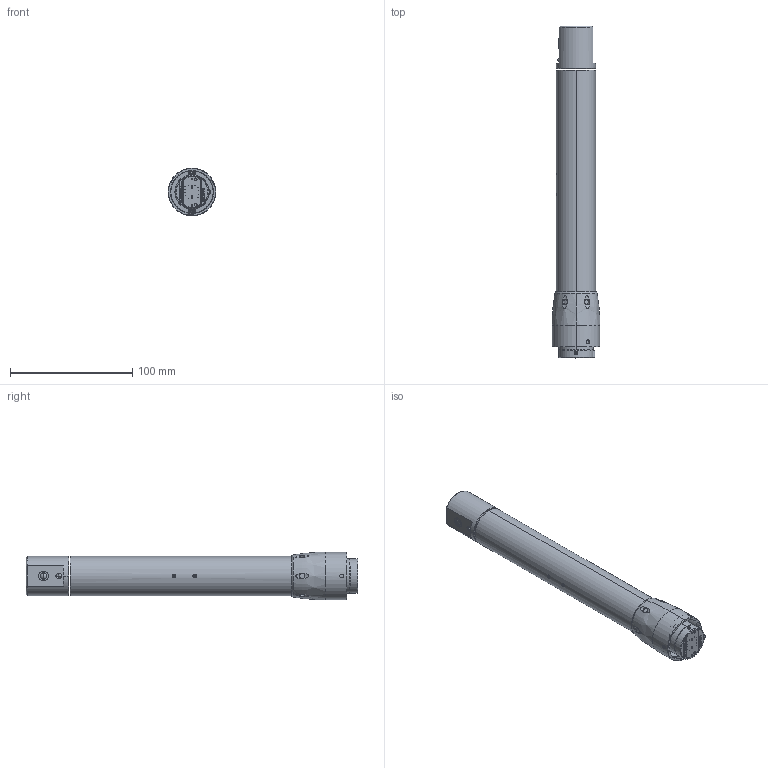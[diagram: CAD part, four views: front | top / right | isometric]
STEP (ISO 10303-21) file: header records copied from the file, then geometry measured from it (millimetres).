
FILE_DESCRIPTION((''),'2;1');
FILE_NAME('8059093050_SW0001','2018-03-02T',('itdnd'),(''),'CREO PARAMETRIC BY PTC INC, 2016260','CREO PARAMETRIC BY PTC INC, 2016260','');
FILE_SCHEMA(('CONFIG_CONTROL_DESIGN','GEOMETRIC_VALIDATION_PROPERTIES_MIM'));
Length unit declared in the file: millimetre
Products named in the file (1): 8059093050_SW0001
Bounding box: 39 x 271.3 x 39 mm (x, y, z)
Surface area: 38661.9 mm2 (no closed solid volume)
Topology: 0 solids, 45 shells, 153 faces, 1761 edges, 1638 vertices
Faces by surface type: plane 61, cylinder 47, cone 21, torus 14, bspline 6, sphere 4
Entity records: 17377 total; most frequent: CARTESIAN_POINT 5393, DIRECTION 2010, ORIENTED_EDGE 2003, EDGE_CURVE 1757, VERTEX_POINT 1638, VECTOR 1324, LINE 1324, AXIS2_PLACEMENT_3D 343
